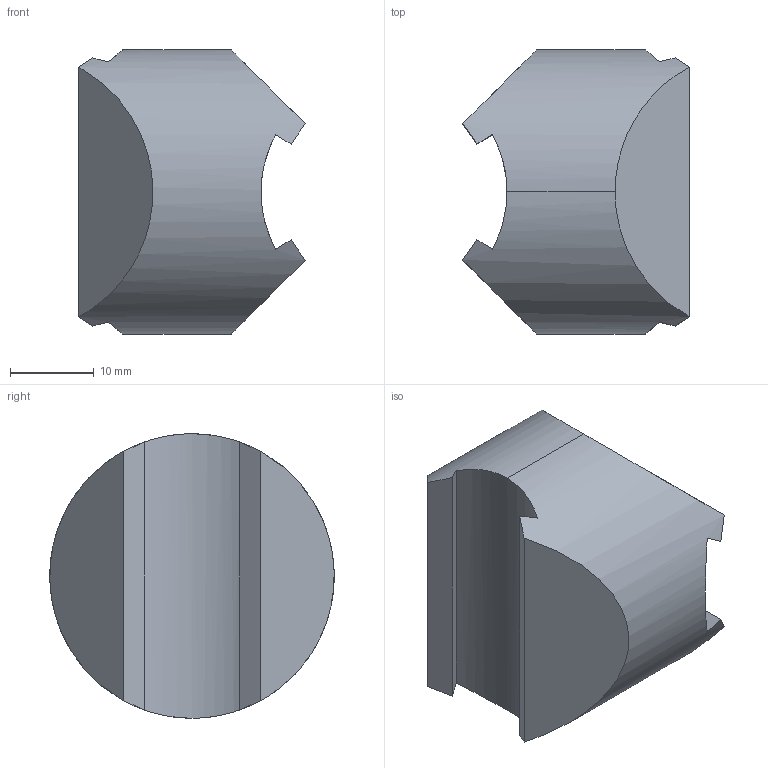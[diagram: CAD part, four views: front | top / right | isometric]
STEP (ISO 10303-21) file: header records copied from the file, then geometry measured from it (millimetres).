
FILE_DESCRIPTION (( 'STEP AP214' ), '1' );
FILE_NAME ('6951075', '2019-02-04T08:17:14', ( '' ), ('JUGARD+KÜNSTNER GmbH'), 'SwSTEP 2.0', 'SolidWorks 2017', '' );
FILE_SCHEMA (( 'AUTOMOTIVE_DESIGN' ));
Length unit declared in the file: millimetre
Products named in the file (1): 6951075_CNAJF00
Bounding box: 27.04 x 34 x 34 mm (x, y, z)
Volume: 17662.8 mm3; surface area: 4439.4 mm2
Topology: 1 solids, 1 shells, 16 faces, 42 edges, 28 vertices
Faces by surface type: plane 12, cylinder 4
Entity records: 758 total; most frequent: CARTESIAN_POINT 227, ORIENTED_EDGE 84, DIRECTION 48, EDGE_CURVE 42, VERTEX_POINT 28, UNCERTAINTY_MEASURE_WITH_UNIT 19, COLOUR_RGB 18, FILL_AREA_STYLE_COLOUR 18
